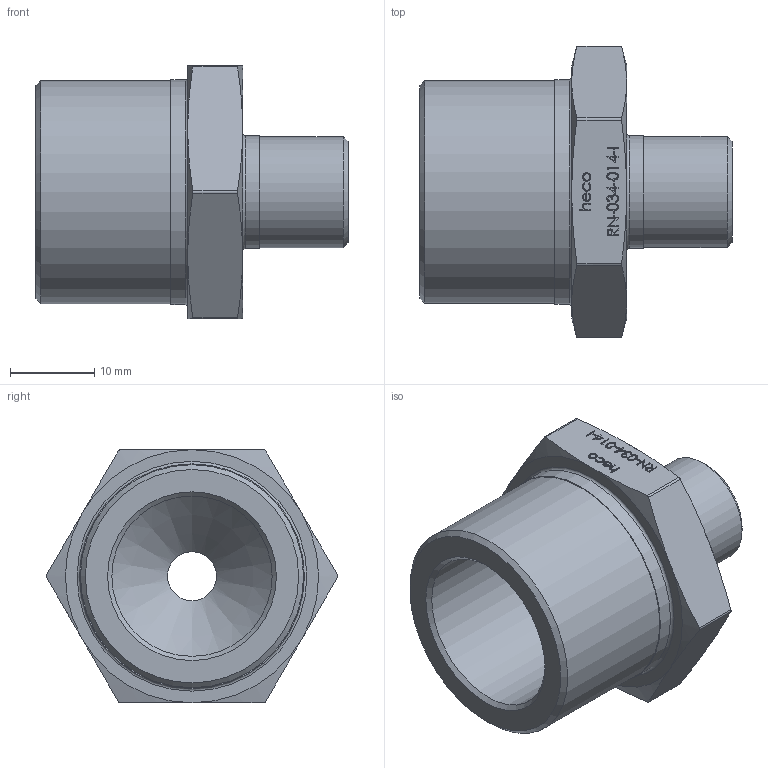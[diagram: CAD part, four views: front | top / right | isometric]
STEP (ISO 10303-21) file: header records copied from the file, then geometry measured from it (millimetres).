
FILE_DESCRIPTION (( 'STEP AP214' ), '1' );
FILE_NAME ('heco_RN-034-014-I.STEP', '2016-07-04T11:31:12', ( '' ), ( '' ), 'SwSTEP 2.0', 'SolidWorks 2011', '' );
FILE_SCHEMA (( 'AUTOMOTIVE_DESIGN' ));
Length unit declared in the file: millimetre
Products named in the file (1): heco_RN-034-014-I
Bounding box: 37 x 34.55 x 30.05 mm (x, y, z)
Volume: 10329 mm3; surface area: 5483.3 mm2
Topology: 1 solids, 1 shells, 223 faces, 564 edges, 370 vertices
Faces by surface type: plane 120, bspline 72, cone 17, cylinder 12, torus 2
Full cylindrical faces by diameter (mm): 5.8 x1, 13.157 x1, 13.357 x1, 19 x1, 26.441 x1, 26.641 x1
Entity records: 12565 total; most frequent: CARTESIAN_POINT 5873, ORIENTED_EDGE 1098, DIRECTION 703, EDGE_CURVE 549, VERTEX_POINT 368, VECTOR 339, LINE 339, EDGE_LOOP 265
